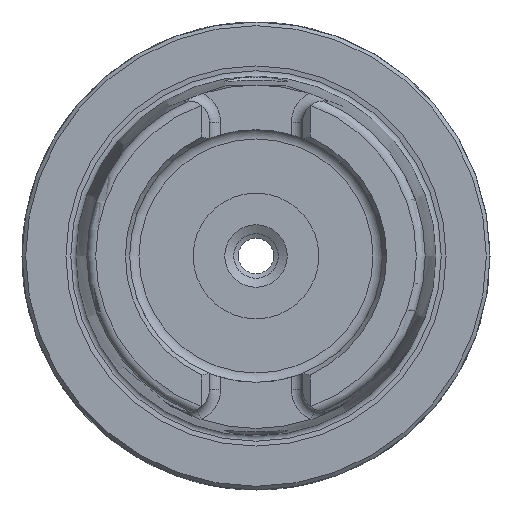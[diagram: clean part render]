
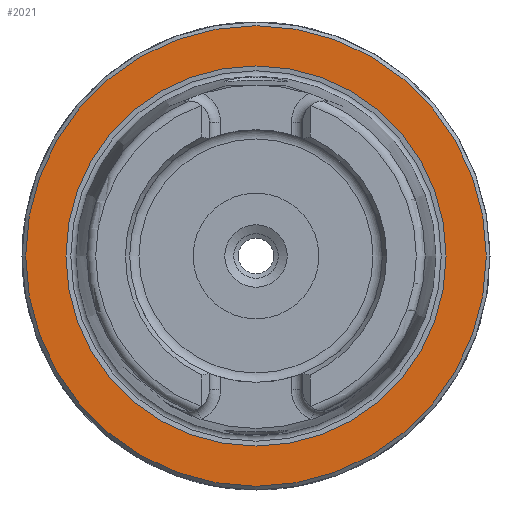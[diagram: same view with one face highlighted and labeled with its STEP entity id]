
A CAD part, left-side view. The second image highlights one B-rep face of the part: STEP entity #2021.
In plain terms, the highlighted planar face has unit normal (-1, 0, 0).
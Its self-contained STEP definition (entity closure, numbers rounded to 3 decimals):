
#105=FACE_BOUND('',#417,.T.);
#145=PLANE('',#2281);
#294=FACE_OUTER_BOUND('',#416,.T.);
#416=EDGE_LOOP('',(#1858));
#417=EDGE_LOOP('',(#1859));
#750=CIRCLE('',#2280,25.588);
#751=CIRCLE('',#2282,31.);
#950=VERTEX_POINT('',#4311);
#951=VERTEX_POINT('',#4315);
#1254=EDGE_CURVE('',#950,#950,#750,.T.);
#1255=EDGE_CURVE('',#951,#951,#751,.T.);
#1858=ORIENTED_EDGE('',*,*,#1255,.F.);
#1859=ORIENTED_EDGE('',*,*,#1254,.T.);
#2021=ADVANCED_FACE('',(#294,#105),#145,.T.);
#2280=AXIS2_PLACEMENT_3D('',#4313,#2858,#2859);
#2281=AXIS2_PLACEMENT_3D('',#4314,#2860,#2861);
#2282=AXIS2_PLACEMENT_3D('',#4316,#2862,#2863);
#2858=DIRECTION('center_axis',(1.,0.,0.));
#2859=DIRECTION('ref_axis',(0.,0.,-1.));
#2860=DIRECTION('center_axis',(-1.,0.,0.));
#2861=DIRECTION('ref_axis',(0.,0.,1.));
#2862=DIRECTION('center_axis',(1.,0.,0.));
#2863=DIRECTION('ref_axis',(0.,0.,-1.));
#4311=CARTESIAN_POINT('',(0.,-25.588,0.));
#4313=CARTESIAN_POINT('Origin',(0.,0.,0.));
#4314=CARTESIAN_POINT('Origin',(0.,31.,0.));
#4315=CARTESIAN_POINT('',(0.,-31.,0.));
#4316=CARTESIAN_POINT('Origin',(0.,0.,0.));
